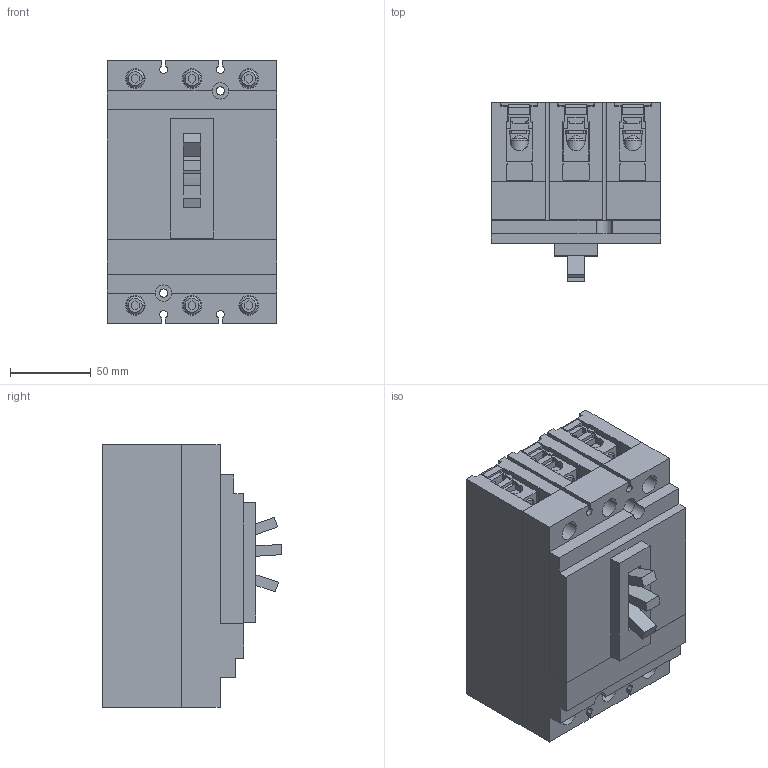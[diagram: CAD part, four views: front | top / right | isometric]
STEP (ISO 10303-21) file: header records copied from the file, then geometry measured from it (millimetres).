
FILE_DESCRIPTION(('starvars output'),'2;1');
FILE_NAME('HJL36030C_3D.stp','14:42:56 2020/03/31',( 'Thomas Industrial Network Germany GmbH'),( 'Thomas Industrial Network Germany GmbH'),'unknown preprocess','ACIS' ,'unknown authorization');
FILE_SCHEMA(('AUTOMOTIVE_DESIGN_CC2 {UNKNOWN IMPLEMENTATION LEVEL}'));
Length unit declared in the file: millimetre
Products named in the file (8): PRODUCT_ID_1; PRODUCT_ID_2; PRODUCT_ID_3; PRODUCT_ID_4; PRODUCT_ID_5; PRODUCT_ID_6; PRODUCT_ID_7; PRODUCT_ID_8
Bounding box: 104.65 x 111.07 x 162.56 mm (x, y, z)
Volume: 1341114.4 mm3; surface area: 163985.9 mm2
Topology: 8 solids, 8 shells, 927 faces, 2632 edges, 1742 vertices
Faces by surface type: plane 608, cylinder 283, cone 24, sphere 12
Entity records: 37188 total; most frequent: ORIENTED_EDGE 5288, CARTESIAN_POINT 5083, DIRECTION 4710, EDGE_CURVE 2632, VECTOR 1972, LINE 1972, VERTEX_POINT 1742, AXIS2_PLACEMENT_3D 1369
